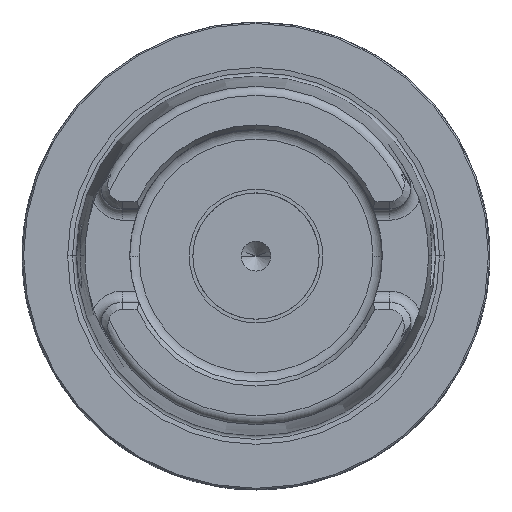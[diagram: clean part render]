
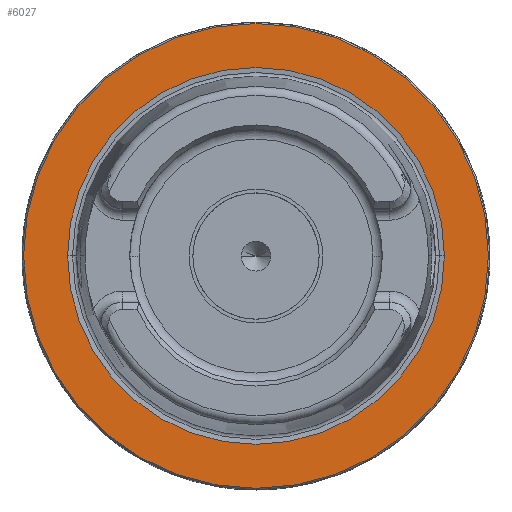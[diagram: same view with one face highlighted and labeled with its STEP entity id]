
A CAD part, top view. The second image highlights one B-rep face of the part: STEP entity #6027.
In plain terms, the highlighted planar face has unit normal (0, 0, 1).
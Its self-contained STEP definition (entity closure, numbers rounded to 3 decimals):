
#1788=CARTESIAN_POINT('',(0.,0.,0.));
#1789=DIRECTION('',(0.,0.,1.));
#1790=DIRECTION('',(1.,0.,0.));
#1791=AXIS2_PLACEMENT_3D('',#1788,#1789,#1790);
#1804=CARTESIAN_POINT('',(0.,0.,0.));
#1805=DIRECTION('',(0.,0.,-1.));
#1806=DIRECTION('',(1.,0.,0.));
#1807=AXIS2_PLACEMENT_3D('',#1804,#1805,#1806);
#1826=CARTESIAN_POINT('',(0.,0.,0.));
#1827=DIRECTION('',(0.,0.,1.));
#1828=DIRECTION('',(1.,0.,0.));
#1829=AXIS2_PLACEMENT_3D('',#1826,#1827,#1828);
#4395=CARTESIAN_POINT('',(0.,0.,0.));
#4396=DIRECTION('',(0.,0.,-1.));
#4397=DIRECTION('',(1.,0.,0.));
#4398=AXIS2_PLACEMENT_3D('',#4395,#4396,#4397);
#4425=CARTESIAN_POINT('',(25.374,0.,0.));
#4427=VERTEX_POINT('',#4425);
#4437=CARTESIAN_POINT('',(-25.374,0.,0.));
#4439=VERTEX_POINT('',#4437);
#4673=CARTESIAN_POINT('',(31.3,0.,0.));
#4674=CARTESIAN_POINT('',(-31.3,0.,0.));
#4675=VERTEX_POINT('',#4673);
#4676=VERTEX_POINT('',#4674);
#6011=CARTESIAN_POINT('',(0.,0.,0.));
#6012=DIRECTION('',(0.,0.,-1.));
#6013=DIRECTION('',(-1.,0.,0.));
#6014=AXIS2_PLACEMENT_3D('',#6011,#6012,#6013);
#6015=PLANE('',#6014);
#6016=ORIENTED_EDGE('',*,*,#6001,.F.);
#6018=ORIENTED_EDGE('',*,*,#6017,.T.);
#6019=EDGE_LOOP('',(#6016,#6018));
#6020=FACE_OUTER_BOUND('',#6019,.F.);
#6022=ORIENTED_EDGE('',*,*,#6021,.F.);
#6024=ORIENTED_EDGE('',*,*,#6023,.T.);
#6025=EDGE_LOOP('',(#6022,#6024));
#6026=FACE_BOUND('',#6025,.F.);
#1792=CIRCLE('',#1791,31.3);
#1808=CIRCLE('',#1807,25.374);
#1830=CIRCLE('',#1829,25.374);
#4399=CIRCLE('',#4398,31.3);
#6001=EDGE_CURVE('',#4675,#4676,#1792,.T.);
#6017=EDGE_CURVE('',#4675,#4676,#4399,.T.);
#6021=EDGE_CURVE('',#4427,#4439,#1808,.T.);
#6023=EDGE_CURVE('',#4427,#4439,#1830,.T.);
#6027=ADVANCED_FACE('',(#6020,#6026),#6015,.F.);
